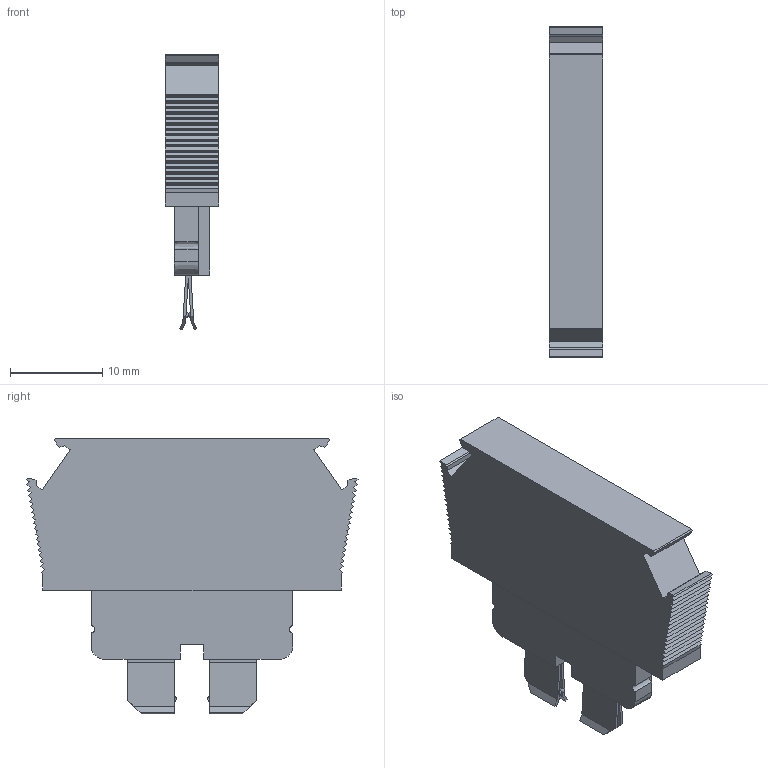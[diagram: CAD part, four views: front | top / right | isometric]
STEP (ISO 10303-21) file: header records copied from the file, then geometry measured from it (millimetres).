
FILE_DESCRIPTION(('CATIA V5R24 STEP','CAx-IF Rec.Pracs.--- Model Styling and Organization---1.2---2011-12-15'),'2;1');
FILE_NAME ('035407-1_1', '2018-08-27T11:58:21+00:00', ('Weidmueller Interface'), ('Weidmueller'), 'CATIA Version 5-6 Release 2014 SP4 HF52', 'CATIA V5 STEP AP214', 'none');
FILE_SCHEMA(('AUTOMOTIVE_DESIGN { 1 0 10303 214 1 1 1 1 }'));
Length unit declared in the file: millimetre
Products named in the file (1): 0547760000
Bounding box: 5.8 x 36 x 29.93 mm (x, y, z)
Volume: 3834.4 mm3; surface area: 2977.1 mm2
Topology: 2 solids, 3 shells, 213 faces, 624 edges, 418 vertices
Faces by surface type: plane 191, cylinder 12, extrusion 6, sphere 4
Entity records: 7380 total; most frequent: CARTESIAN_POINT 1870, ORIENTED_EDGE 1248, DIRECTION 942, EDGE_CURVE 624, VECTOR 560, LINE 554, VERTEX_POINT 418, EDGE_LOOP 222
